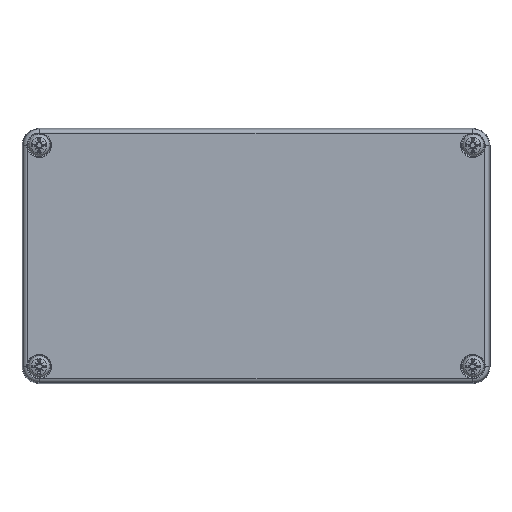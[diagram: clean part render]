
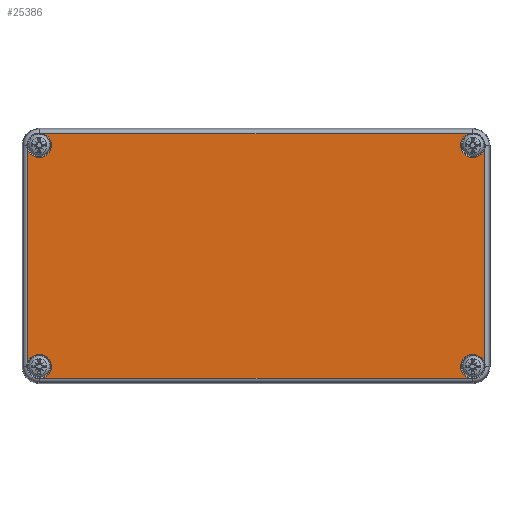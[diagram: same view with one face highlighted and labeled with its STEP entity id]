
A CAD part, top view. The second image highlights one B-rep face of the part: STEP entity #25386.
In plain terms, the highlighted planar face has unit normal (0, 0, 1).
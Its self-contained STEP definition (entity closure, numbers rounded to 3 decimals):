
#25150=CARTESIAN_POINT('',(-107.511,50.192,30.0));
#25151=VERTEX_POINT('',#25150);
#25161=CARTESIAN_POINT('',(-100.192,57.511,30.0));
#25162=VERTEX_POINT('',#25161);
#25163=CARTESIAN_POINT('',(-102.,52.,30.0));
#25164=DIRECTION('',(0.0,0.0,1.0));
#25165=DIRECTION('',(-1.0,0.0,0.0));
#25166=AXIS2_PLACEMENT_3D('',#25163,#25164,#25165);
#25167=CIRCLE('',#25166,5.8);
#25168=EDGE_CURVE('',#25151,#25162,#25167,.T.);
#25221=CARTESIAN_POINT('',(100.192,57.511,30.0));
#25222=VERTEX_POINT('',#25221);
#25223=CARTESIAN_POINT('',(-100.192,57.511,30.0));
#25224=DIRECTION('',(1.0,0.0,0.0));
#25225=VECTOR('',#25224,200.384);
#25226=LINE('',#25223,#25225);
#25227=EDGE_CURVE('',#25162,#25222,#25226,.T.);
#25261=CARTESIAN_POINT('',(107.511,50.192,30.0));
#25262=VERTEX_POINT('',#25261);
#25263=CARTESIAN_POINT('',(102.,52.,30.0));
#25264=DIRECTION('',(0.0,0.0,1.0));
#25265=DIRECTION('',(-1.0,0.0,0.0));
#25266=AXIS2_PLACEMENT_3D('',#25263,#25264,#25265);
#25267=CIRCLE('',#25266,5.8);
#25268=EDGE_CURVE('',#25222,#25262,#25267,.T.);
#25297=CARTESIAN_POINT('',(107.511,-50.192,30.0));
#25298=VERTEX_POINT('',#25297);
#25299=CARTESIAN_POINT('',(107.511,50.192,30.0));
#25300=DIRECTION('',(0.0,-1.0,0.0));
#25301=VECTOR('',#25300,100.384);
#25302=LINE('',#25299,#25301);
#25303=EDGE_CURVE('',#25262,#25298,#25302,.T.);
#25343=CARTESIAN_POINT('',(0.,0.,30.0));
#25344=DIRECTION('',(0.0,0.0,1.0));
#25345=DIRECTION('',(1.0,0.0,0.0));
#25346=AXIS2_PLACEMENT_3D('',#25343,#25344,#25345);
#25347=PLANE('',#25346);
#25348=ORIENTED_EDGE('',*,*,#25168,.F.);
#25349=CARTESIAN_POINT('',(-107.511,-50.192,30.0));
#25350=VERTEX_POINT('',#25349);
#25351=CARTESIAN_POINT('',(-107.511,-50.192,30.0));
#25352=DIRECTION('',(0.0,1.0,0.0));
#25353=VECTOR('',#25352,100.384);
#25354=LINE('',#25351,#25353);
#25355=EDGE_CURVE('',#25350,#25151,#25354,.T.);
#25356=ORIENTED_EDGE('',*,*,#25355,.F.);
#25357=CARTESIAN_POINT('',(-100.192,-57.511,30.0));
#25358=VERTEX_POINT('',#25357);
#25359=CARTESIAN_POINT('',(-102.,-52.,30.0));
#25360=DIRECTION('',(0.0,0.0,1.0));
#25361=DIRECTION('',(-1.0,0.0,0.0));
#25362=AXIS2_PLACEMENT_3D('',#25359,#25360,#25361);
#25363=CIRCLE('',#25362,5.8);
#25364=EDGE_CURVE('',#25358,#25350,#25363,.T.);
#25365=ORIENTED_EDGE('',*,*,#25364,.F.);
#25366=CARTESIAN_POINT('',(100.192,-57.511,30.0));
#25367=VERTEX_POINT('',#25366);
#25368=CARTESIAN_POINT('',(100.192,-57.511,30.0));
#25369=DIRECTION('',(-1.0,0.0,0.0));
#25370=VECTOR('',#25369,200.384);
#25371=LINE('',#25368,#25370);
#25372=EDGE_CURVE('',#25367,#25358,#25371,.T.);
#25373=ORIENTED_EDGE('',*,*,#25372,.F.);
#25374=CARTESIAN_POINT('',(102.,-52.,30.0));
#25375=DIRECTION('',(0.0,0.0,1.0));
#25376=DIRECTION('',(-1.0,0.0,0.0));
#25377=AXIS2_PLACEMENT_3D('',#25374,#25375,#25376);
#25378=CIRCLE('',#25377,5.8);
#25379=EDGE_CURVE('',#25298,#25367,#25378,.T.);
#25380=ORIENTED_EDGE('',*,*,#25379,.F.);
#25381=ORIENTED_EDGE('',*,*,#25303,.F.);
#25382=ORIENTED_EDGE('',*,*,#25268,.F.);
#25383=ORIENTED_EDGE('',*,*,#25227,.F.);
#25384=EDGE_LOOP('',(#25348,#25356,#25365,#25373,#25380,#25381,#25382,#25383));
#25385=FACE_OUTER_BOUND('',#25384,.T.);
#25386=ADVANCED_FACE('',(#25385),#25347,.T.);
